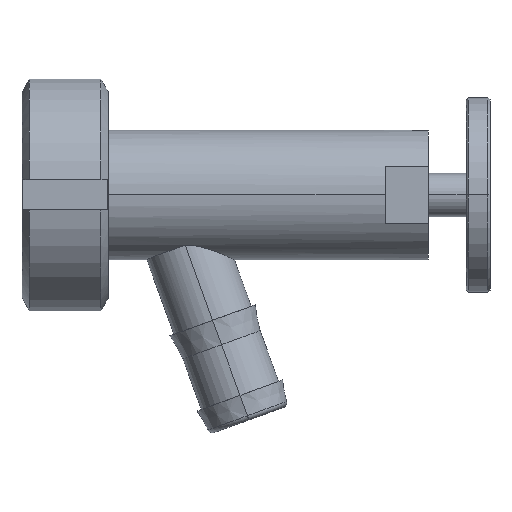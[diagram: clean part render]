
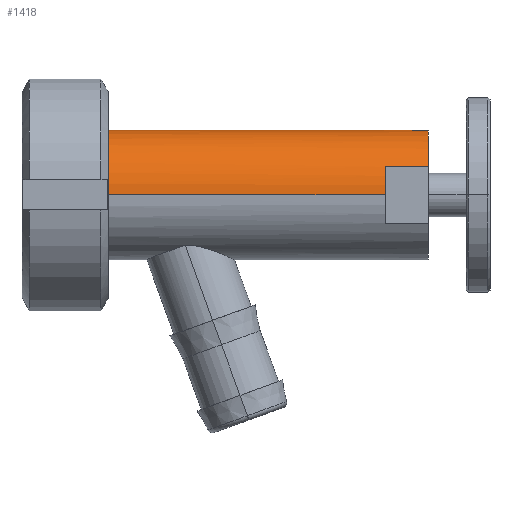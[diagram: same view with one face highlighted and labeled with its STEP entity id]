
A CAD part, top view. The second image highlights one B-rep face of the part: STEP entity #1418.
In plain terms, the highlighted cylindrical face has radius 15 mm (diameter 30 mm), a partial arc.
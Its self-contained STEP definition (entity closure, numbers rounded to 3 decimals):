
#31 = VECTOR ( 'NONE', #1076, 1000. ) ;
#38 = CIRCLE ( 'NONE', #910, 15. ) ;
#51 = DIRECTION ( 'NONE',  ( 0., 0., 1. ) ) ;
#65 = ORIENTED_EDGE ( 'NONE', *, *, #2295, .F. ) ;
#160 = AXIS2_PLACEMENT_3D ( 'NONE', #1668, #712, #528 ) ;
#183 = VERTEX_POINT ( 'NONE', #328 ) ;
#195 = ORIENTED_EDGE ( 'NONE', *, *, #1316, .T. ) ;
#200 = CARTESIAN_POINT ( 'NONE',  ( 21., 0., 15. ) ) ;
#261 = EDGE_CURVE ( 'Defeature ausgef�hrt2_0+Defeature ausgef�hrt2_4+Defeature ausgef�hrt2_2+Defeature ausgef�hrt2_3', #183, #1307, #758, .T. ) ;
#309 = LINE ( 'NONE', #1768, #1677 ) ;
#328 = CARTESIAN_POINT ( 'NONE',  ( 98., 6.538, -13.5 ) ) ;
#347 = CIRCLE ( 'NONE', #1660, 15. ) ;
#398 = EDGE_CURVE ( 'Defeature ausgef�hrt2_0+Defeature ausgef�hrt2_2+Defeature ausgef�hrt2_6+Defeature ausgef�hrt2_4', #1323, #183, #38, .T. ) ;
#430 = DIRECTION ( 'NONE',  ( -1., 0., 0. ) ) ;
#528 = DIRECTION ( 'NONE',  ( 0., 0., 1. ) ) ;
#587 = DIRECTION ( 'NONE',  ( -1., 0., 0. ) ) ;
#692 = AXIS2_PLACEMENT_3D ( 'NONE', #1600, #430, #2180 ) ;
#695 = VERTEX_POINT ( 'NONE', #1711 ) ;
#705 = CYLINDRICAL_SURFACE ( 'NONE', #692, 15. ) ;
#712 = DIRECTION ( 'NONE',  ( -1., 0., 0. ) ) ;
#758 = LINE ( 'NONE', #1900, #2228 ) ;
#818 = CARTESIAN_POINT ( 'NONE',  ( 88., 0., -15. ) ) ;
#826 = CARTESIAN_POINT ( 'NONE',  ( 21., 0., 0. ) ) ;
#885 = CIRCLE ( 'NONE', #2196, 15. ) ;
#910 = AXIS2_PLACEMENT_3D ( 'NONE', #1982, #2203, #2192 ) ;
#980 = LINE ( 'NONE', #2134, #1472 ) ;
#1020 = DIRECTION ( 'NONE',  ( -1., 0., 0. ) ) ;
#1030 = ORIENTED_EDGE ( 'NONE', *, *, #398, .T. ) ;
#1033 = VERTEX_POINT ( 'NONE', #1285 ) ;
#1042 = EDGE_CURVE ( 'Defeature ausgef�hrt2_0+Defeature ausgef�hrt2_6+Defeature ausgef�hrt2_5+Defeature ausgef�hrt2_2', #2434, #1323, #1809, .T. ) ;
#1066 = CIRCLE ( 'NONE', #160, 15. ) ;
#1076 = DIRECTION ( 'NONE',  ( 1., 0., 0. ) ) ;
#1086 = CARTESIAN_POINT ( 'NONE',  ( -15.949, 6.538, 13.5 ) ) ;
#1200 = CARTESIAN_POINT ( 'NONE',  ( 88., 6.538, 13.5 ) ) ;
#1212 = DIRECTION ( 'NONE',  ( 0., 0., 1. ) ) ;
#1274 = ORIENTED_EDGE ( 'NONE', *, *, #1384, .T. ) ;
#1285 = CARTESIAN_POINT ( 'NONE',  ( 88., 0., 15. ) ) ;
#1307 = VERTEX_POINT ( 'NONE', #2116 ) ;
#1316 = EDGE_CURVE ( 'NONE', #1787, #695, #980, .T. ) ;
#1323 = VERTEX_POINT ( 'NONE', #2155 ) ;
#1366 = EDGE_CURVE ( 'Defeature ausgef�hrt2_26+Defeature ausgef�hrt2_0+Defeature ausgef�hrt2_0+Defeature ausgef�hrt2_0', #2250, #695, #885, .T. ) ;
#1384 = EDGE_CURVE ( 'Defeature ausgef�hrt2_0+Defeature ausgef�hrt2_3+Defeature ausgef�hrt2_4+Defeature ausgef�hrt2_4', #1307, #1787, #347, .T. ) ;
#1396 = CARTESIAN_POINT ( 'NONE',  ( 88., 0., 0. ) ) ;
#1418 = ADVANCED_FACE ( 'Defeature ausgef�hrt2_0', ( #2242 ), #705, .T. ) ;
#1472 = VECTOR ( 'NONE', #2319, 1000. ) ;
#1542 = ORIENTED_EDGE ( 'NONE', *, *, #1366, .F. ) ;
#1562 = EDGE_CURVE ( 'Defeature ausgef�hrt2_0+Defeature ausgef�hrt2_5+Defeature ausgef�hrt2_6+Defeature ausgef�hrt2_6', #1033, #2434, #1066, .T. ) ;
#1600 = CARTESIAN_POINT ( 'NONE',  ( -15.949, 0., 0. ) ) ;
#1660 = AXIS2_PLACEMENT_3D ( 'NONE', #1396, #1978, #51 ) ;
#1668 = CARTESIAN_POINT ( 'NONE',  ( 88., 0., 0. ) ) ;
#1677 = VECTOR ( 'NONE', #587, 1000. ) ;
#1706 = ORIENTED_EDGE ( 'NONE', *, *, #261, .T. ) ;
#1711 = CARTESIAN_POINT ( 'NONE',  ( 21., 0., -15. ) ) ;
#1768 = CARTESIAN_POINT ( 'NONE',  ( -15.949, 0., 15. ) ) ;
#1787 = VERTEX_POINT ( 'NONE', #818 ) ;
#1809 = LINE ( 'NONE', #1086, #31 ) ;
#1830 = ORIENTED_EDGE ( 'NONE', *, *, #1042, .T. ) ;
#1900 = CARTESIAN_POINT ( 'NONE',  ( -15.949, 6.538, -13.5 ) ) ;
#1906 = DIRECTION ( 'NONE',  ( -1., 0., 0. ) ) ;
#1978 = DIRECTION ( 'NONE',  ( -1., 0., 0. ) ) ;
#1982 = CARTESIAN_POINT ( 'NONE',  ( 98., 0., 0. ) ) ;
#2116 = CARTESIAN_POINT ( 'NONE',  ( 88., 6.538, -13.5 ) ) ;
#2134 = CARTESIAN_POINT ( 'NONE',  ( -15.949, 0., -15. ) ) ;
#2155 = CARTESIAN_POINT ( 'NONE',  ( 98., 6.538, 13.5 ) ) ;
#2172 = ORIENTED_EDGE ( 'NONE', *, *, #1562, .T. ) ;
#2180 = DIRECTION ( 'NONE',  ( 0., 0., 1. ) ) ;
#2192 = DIRECTION ( 'NONE',  ( 0., 0., 1. ) ) ;
#2196 = AXIS2_PLACEMENT_3D ( 'NONE', #826, #1020, #1212 ) ;
#2203 = DIRECTION ( 'NONE',  ( -1., 0., 0. ) ) ;
#2228 = VECTOR ( 'NONE', #1906, 1000. ) ;
#2242 = FACE_OUTER_BOUND ( 'NONE', #2475, .T. ) ;
#2250 = VERTEX_POINT ( 'NONE', #200 ) ;
#2295 = EDGE_CURVE ( 'NONE', #1033, #2250, #309, .T. ) ;
#2319 = DIRECTION ( 'NONE',  ( -1., 0., 0. ) ) ;
#2434 = VERTEX_POINT ( 'NONE', #1200 ) ;
#2475 = EDGE_LOOP ( 'NONE', ( #1274, #195, #1542, #65, #2172, #1830, #1030, #1706 ) ) ;
